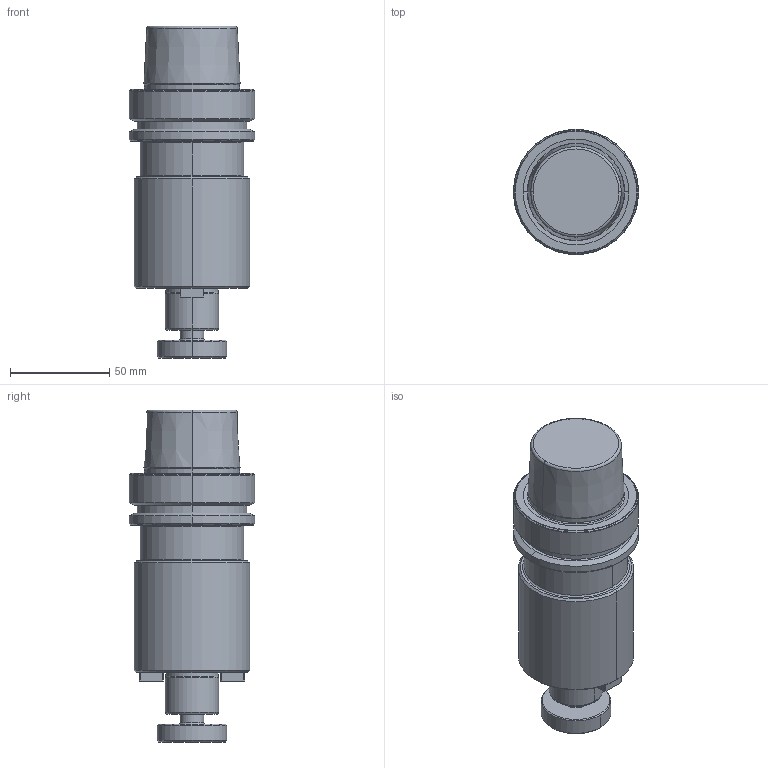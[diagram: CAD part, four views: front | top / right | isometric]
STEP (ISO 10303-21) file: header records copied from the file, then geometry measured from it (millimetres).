
FILE_DESCRIPTION (( 'STEP AP203' ), '1' );
FILE_NAME ('HSK-A 63 FMH16 100 6.3G 20000 SL SP.STEP', '2019-05-13T11:06:59', ( '' ), ( '' ), 'SwSTEP 2.0', 'SolidWorks 2014', '' );
FILE_SCHEMA (( 'CONFIG_CONTROL_DESIGN' ));
Length unit declared in the file: millimetre
Products named in the file (1): HSK-A 63 FMH16 100 6.3G 20000 SL SP
Bounding box: 63 x 63 x 166.9 mm (x, y, z)
Volume: 341110.2 mm3; surface area: 35494.6 mm2
Topology: 1 solids, 1 shells, 106 faces, 236 edges, 140 vertices
Faces by surface type: plane 38, cone 28, torus 20, cylinder 20
Entity records: 2993 total; most frequent: DIRECTION 562, CARTESIAN_POINT 483, ORIENTED_EDGE 472, EDGE_CURVE 236, AXIS2_PLACEMENT_3D 219, VERTEX_POINT 140, LINE 124, VECTOR 124
